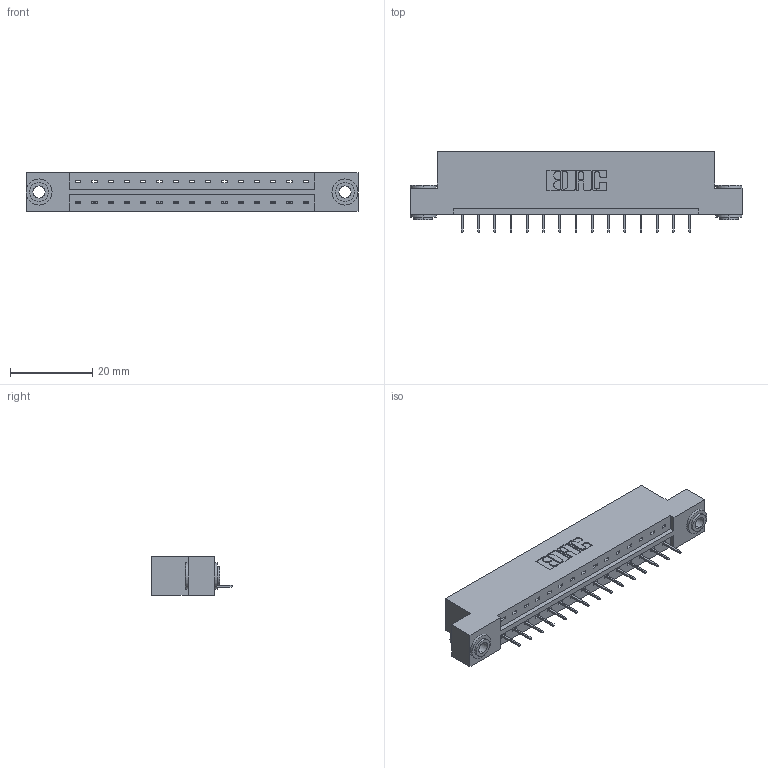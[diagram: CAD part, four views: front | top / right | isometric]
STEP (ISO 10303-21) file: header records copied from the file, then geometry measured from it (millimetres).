
FILE_DESCRIPTION (( 'STEP AP203' ), '1' );
FILE_NAME ('833-015-524-103.STEP', '2020-05-31T15:47:54', ( '' ), ( '' ), 'SwSTEP 2.0', 'SolidWorks 2020', '' );
FILE_SCHEMA (( 'CONFIG_CONTROL_DESIGN' ));
Length unit declared in the file: inch
Products named in the file (4): 345-292-001_345-293-124; 833-015-524-103; 833 Part_Flush - .156 Dia - TH; 345-250-002_345-250-002-102
Assembly tree (18 placements, depth 2):
  833-015-524-103
    833 Part_Flush - .156 Dia - TH
    345-292-001_345-293-124  x15
    345-250-002_345-250-002-102  x2
Bounding box: 80.98 x 19.69 x 9.4 mm (x, y, z)
Volume: 7876.3 mm3; surface area: 8369.3 mm2
Topology: 18 solids, 18 shells, 1082 faces, 3087 edges, 1994 vertices
Faces by surface type: plane 800, cylinder 274, cone 8
Entity records: 13386 total; most frequent: CARTESIAN_POINT 2290, ORIENTED_EDGE 2234, DIRECTION 2021, EDGE_CURVE 1117, VECTOR 969, LINE 969, VERTEX_POINT 738, AXIS2_PLACEMENT_3D 526
